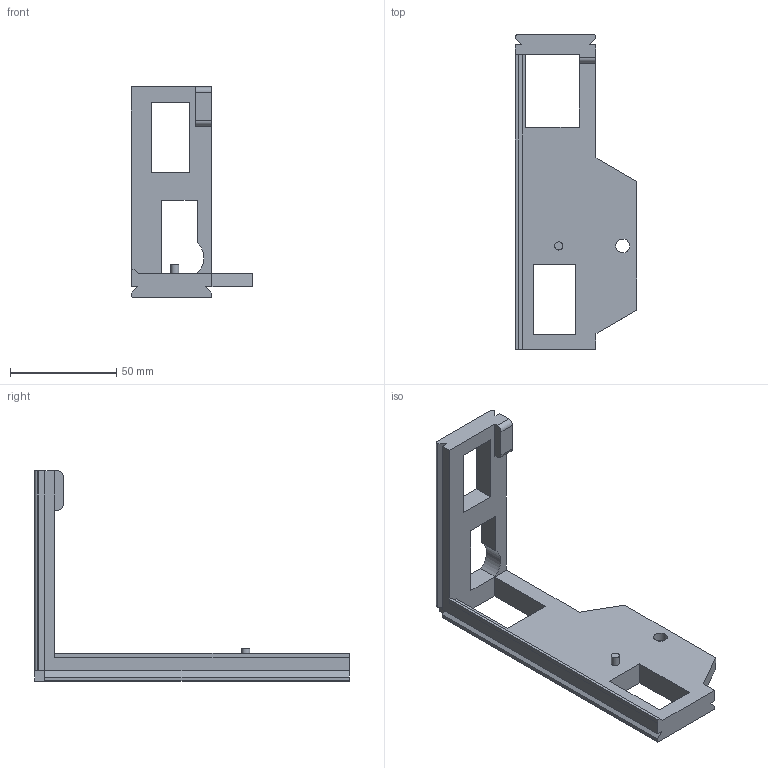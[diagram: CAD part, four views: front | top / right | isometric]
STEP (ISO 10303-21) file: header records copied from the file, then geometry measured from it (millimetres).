
FILE_DESCRIPTION(/* description */ (''),/* implementation_level */ '2;1');
FILE_NAME(/* name */ 'p67 L plate.stp',/* time_stamp */ '2022-02-02T00:07:33+01:00',/* author */ (''),/* organization */ (''),/* preprocessor_version */ 'ST-DEVELOPER v15.2',/* originating_system */ 'Autodesk Translator Framework v2.0.0.5431',/* authorisation */ '');
FILE_SCHEMA (('AUTOMOTIVE_DESIGN { 1 0 10303 214 3 1 1 }'));
Length unit declared in the file: centimetre
Products named in the file (1): v13
Bounding box: 57.17 x 148.11 x 99 mm (x, y, z)
Volume: 72989.6 mm3; surface area: 28514.8 mm2
Topology: 2 solids, 2 shells, 69 faces, 205 edges, 140 vertices
Faces by surface type: plane 57, cylinder 12
Full cylindrical faces by diameter (mm): 3.85 x1, 6.5 x1, 11.4 x1
Entity records: 2333 total; most frequent: CARTESIAN_POINT 412, ORIENTED_EDGE 404, DIRECTION 366, EDGE_CURVE 202, LINE 178, VECTOR 178, VERTEX_POINT 140, AXIS2_PLACEMENT_3D 94
